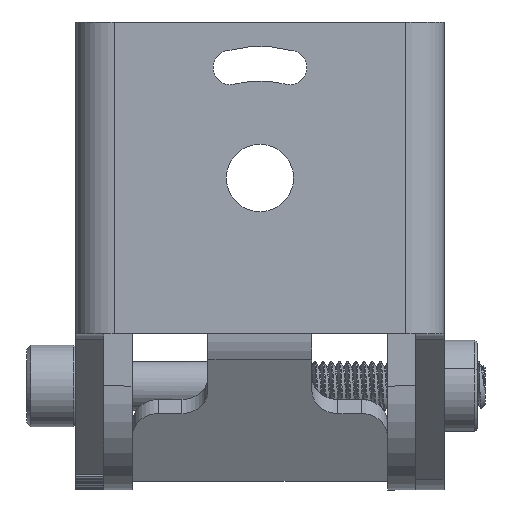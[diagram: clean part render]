
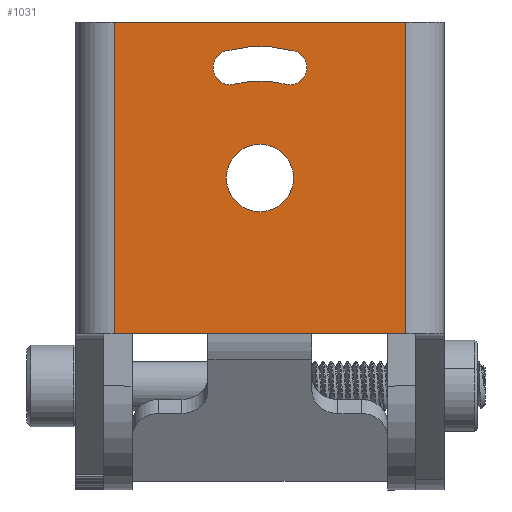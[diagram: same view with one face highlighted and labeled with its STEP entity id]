
A CAD part, front view. The second image highlights one B-rep face of the part: STEP entity #1031.
In plain terms, the highlighted planar face has unit normal (0, -1, 0).
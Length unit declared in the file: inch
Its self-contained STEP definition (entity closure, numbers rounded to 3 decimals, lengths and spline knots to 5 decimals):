
#365 = ORIENTED_EDGE ( 'NONE', *, *, #1703, .T. ) ;
#398 = CARTESIAN_POINT ( 'NONE',  ( 0.7, 0., -0.75 ) ) ;
#493 = ORIENTED_EDGE ( 'NONE', *, *, #2609, .F. ) ;
#708 = CARTESIAN_POINT ( 'NONE',  ( 0.14235, 0., 0.53126 ) ) ;
#877 = DIRECTION ( 'NONE',  ( 0., 0., 1. ) ) ;
#939 = VECTOR ( 'NONE', #4250, 39.37008 ) ;
#992 = VERTEX_POINT ( 'NONE', #4337 ) ;
#1031 = ADVANCED_FACE ( 'NONE', ( #10508, #15442, #3304 ), #7972, .F. ) ;
#1066 = EDGE_LOOP ( 'NONE', ( #6902 ) ) ;
#1703 = EDGE_CURVE ( 'NONE', #5297, #8247, #9683, .T. ) ;
#1914 = AXIS2_PLACEMENT_3D ( 'NONE', #3095, #4365, #877 ) ;
#2102 = VERTEX_POINT ( 'NONE', #9205 ) ;
#2160 = EDGE_LOOP ( 'NONE', ( #12425, #8622, #365, #8371 ) ) ;
#2441 = AXIS2_PLACEMENT_3D ( 'NONE', #8633, #10937, #12380 ) ;
#2520 = EDGE_LOOP ( 'NONE', ( #6572, #493, #4880, #15205 ) ) ;
#2609 = EDGE_CURVE ( 'NONE', #15601, #7934, #8991, .T. ) ;
#2712 = CARTESIAN_POINT ( 'NONE',  ( 0., 0., 0. ) ) ;
#3095 = CARTESIAN_POINT ( 'NONE',  ( -0.14235, 0., 0.53126 ) ) ;
#3169 = VECTOR ( 'NONE', #15292, 39.37008 ) ;
#3304 = FACE_OUTER_BOUND ( 'NONE', #2160, .T. ) ;
#3594 = CARTESIAN_POINT ( 'NONE',  ( 0.121, 0., 0.45157 ) ) ;
#3757 = DIRECTION ( 'NONE',  ( 0., 0., -1. ) ) ;
#4250 = DIRECTION ( 'NONE',  ( -1., 0., 0. ) ) ;
#4337 = CARTESIAN_POINT ( 'NONE',  ( 0.1637, 0., 0.61095 ) ) ;
#4365 = DIRECTION ( 'NONE',  ( 0., -1., 0. ) ) ;
#4379 = DIRECTION ( 'NONE',  ( 0., 1., 0. ) ) ;
#4413 = VECTOR ( 'NONE', #3757, 39.37008 ) ;
#4572 = DIRECTION ( 'NONE',  ( 0., 0., 1. ) ) ;
#4712 = CIRCLE ( 'NONE', #15128, 0.0825 ) ;
#4880 = ORIENTED_EDGE ( 'NONE', *, *, #5052, .F. ) ;
#5052 = EDGE_CURVE ( 'NONE', #992, #15601, #13558, .T. ) ;
#5149 = DIRECTION ( 'NONE',  ( 0., 0., 1. ) ) ;
#5297 = VERTEX_POINT ( 'NONE', #13159 ) ;
#5643 = CARTESIAN_POINT ( 'NONE',  ( 0., 0., 0.1615 ) ) ;
#5806 = EDGE_CURVE ( 'NONE', #15401, #992, #4712, .T. ) ;
#6468 = EDGE_CURVE ( 'NONE', #12679, #8247, #10780, .T. ) ;
#6572 = ORIENTED_EDGE ( 'NONE', *, *, #10635, .F. ) ;
#6902 = ORIENTED_EDGE ( 'NONE', *, *, #13640, .T. ) ;
#7244 = CARTESIAN_POINT ( 'NONE',  ( -0.75, 0., 0.75 ) ) ;
#7270 = CARTESIAN_POINT ( 'NONE',  ( -0.121, 0., 0.45157 ) ) ;
#7397 = EDGE_CURVE ( 'NONE', #12679, #2102, #10442, .T. ) ;
#7592 = EDGE_CURVE ( 'NONE', #5297, #2102, #13503, .T. ) ;
#7780 = DIRECTION ( 'NONE',  ( 0., -1., 0. ) ) ;
#7934 = VERTEX_POINT ( 'NONE', #7270 ) ;
#7972 = PLANE ( 'NONE',  #15301 ) ;
#8168 = VERTEX_POINT ( 'NONE', #5643 ) ;
#8245 = CIRCLE ( 'NONE', #2441, 0.1615 ) ;
#8247 = VERTEX_POINT ( 'NONE', #14167 ) ;
#8371 = ORIENTED_EDGE ( 'NONE', *, *, #6468, .F. ) ;
#8622 = ORIENTED_EDGE ( 'NONE', *, *, #7592, .F. ) ;
#8633 = CARTESIAN_POINT ( 'NONE',  ( 0., 0., 0. ) ) ;
#8991 = CIRCLE ( 'NONE', #1914, 0.0825 ) ;
#8993 = VECTOR ( 'NONE', #13198, 39.37008 ) ;
#9205 = CARTESIAN_POINT ( 'NONE',  ( 0.7, 0., 0.75 ) ) ;
#9206 = CARTESIAN_POINT ( 'NONE',  ( 0., 0., 0. ) ) ;
#9683 = LINE ( 'NONE', #10954, #4413 ) ;
#10006 = AXIS2_PLACEMENT_3D ( 'NONE', #2712, #7780, #5149 ) ;
#10300 = CARTESIAN_POINT ( 'NONE',  ( 0.7, 0., -0.75 ) ) ;
#10442 = LINE ( 'NONE', #10300, #3169 ) ;
#10508 = FACE_BOUND ( 'NONE', #2520, .T. ) ;
#10635 = EDGE_CURVE ( 'NONE', #7934, #15401, #14033, .T. ) ;
#10659 = CARTESIAN_POINT ( 'NONE',  ( 0., 0., 0. ) ) ;
#10780 = LINE ( 'NONE', #14163, #939 ) ;
#10937 = DIRECTION ( 'NONE',  ( 0., 1., 0. ) ) ;
#10954 = CARTESIAN_POINT ( 'NONE',  ( -0.7, 0., 0.75 ) ) ;
#11368 = CARTESIAN_POINT ( 'NONE',  ( -0.1637, 0., 0.61095 ) ) ;
#11929 = DIRECTION ( 'NONE',  ( 0., 0., 1. ) ) ;
#12380 = DIRECTION ( 'NONE',  ( 0., 0., 1. ) ) ;
#12425 = ORIENTED_EDGE ( 'NONE', *, *, #7397, .T. ) ;
#12679 = VERTEX_POINT ( 'NONE', #398 ) ;
#12746 = DIRECTION ( 'NONE',  ( 0., -1., 0. ) ) ;
#13159 = CARTESIAN_POINT ( 'NONE',  ( -0.7, 0., 0.75 ) ) ;
#13198 = DIRECTION ( 'NONE',  ( 1., 0., 0. ) ) ;
#13503 = LINE ( 'NONE', #7244, #8993 ) ;
#13558 = CIRCLE ( 'NONE', #10006, 0.6325 ) ;
#13640 = EDGE_CURVE ( 'NONE', #8168, #8168, #8245, .T. ) ;
#14033 = CIRCLE ( 'NONE', #15043, 0.4675 ) ;
#14063 = DIRECTION ( 'NONE',  ( 0., 0., 1. ) ) ;
#14163 = CARTESIAN_POINT ( 'NONE',  ( -0.75, 0., -0.75 ) ) ;
#14167 = CARTESIAN_POINT ( 'NONE',  ( -0.7, 0., -0.75 ) ) ;
#15043 = AXIS2_PLACEMENT_3D ( 'NONE', #9206, #4379, #14063 ) ;
#15128 = AXIS2_PLACEMENT_3D ( 'NONE', #708, #12746, #4572 ) ;
#15205 = ORIENTED_EDGE ( 'NONE', *, *, #5806, .F. ) ;
#15213 = DIRECTION ( 'NONE',  ( 0., 1., 0. ) ) ;
#15292 = DIRECTION ( 'NONE',  ( 0., 0., 1. ) ) ;
#15301 = AXIS2_PLACEMENT_3D ( 'NONE', #10659, #15213, #11929 ) ;
#15401 = VERTEX_POINT ( 'NONE', #3594 ) ;
#15442 = FACE_BOUND ( 'NONE', #1066, .T. ) ;
#15601 = VERTEX_POINT ( 'NONE', #11368 ) ;
